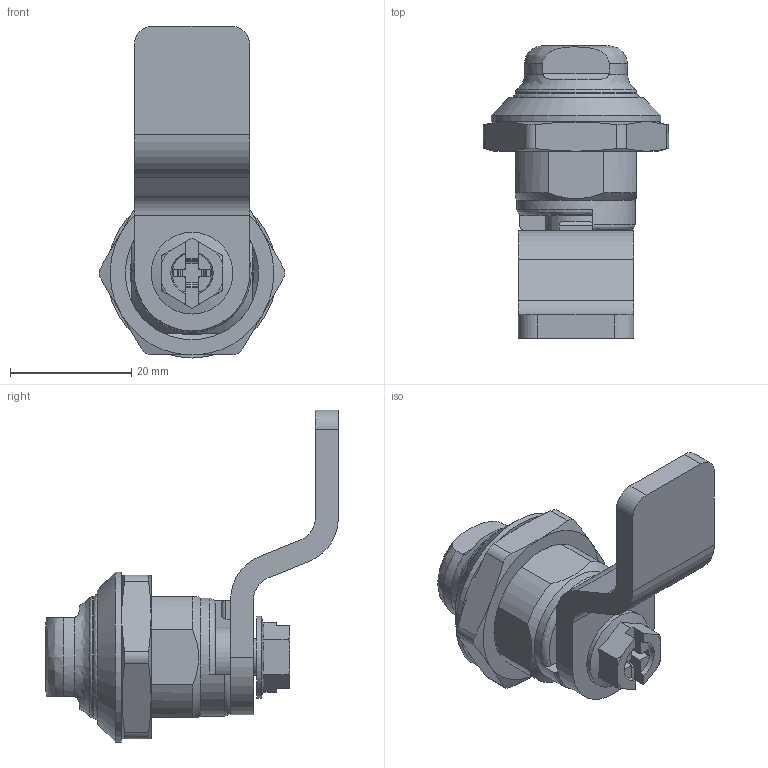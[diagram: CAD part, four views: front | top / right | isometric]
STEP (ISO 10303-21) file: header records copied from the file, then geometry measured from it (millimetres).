
FILE_DESCRIPTION (( 'STEP AP203' ), '1' );
FILE_NAME ('EQTFG.step', '2020-11-12T18:22:48', ( 'ADC123' ), ( 'Microsoft' ), 'SwSTEP 2.0', 'SolidWorks 2019', '' );
FILE_SCHEMA (( 'CONFIG_CONTROL_DESIGN' ));
Length unit declared in the file: inch
Products named in the file (1): EQTFG
Bounding box: 30.55 x 48.28 x 54.77 mm (x, y, z)
Volume: 15295.8 mm3; surface area: 11389 mm2
Topology: 7 solids, 7 shells, 205 faces, 527 edges, 344 vertices
Faces by surface type: plane 107, cylinder 50, cone 26, bspline 22
Full cylindrical faces by diameter (mm): 4.917 x1, 6 x1, 9.1 x1, 9.9 x1, 10 x1, 12.2 x1, 13.3 x1, 13.5 x1, 14.5 x1, 16.1 x1, 16.5 x1, 19.5 x1, 20 x1, 20.376 x1, 21 x1, 22 x1, 28 x1
Entity records: 7364 total; most frequent: CARTESIAN_POINT 2770, ORIENTED_EDGE 946, DIRECTION 852, EDGE_CURVE 473, VERTEX_POINT 326, AXIS2_PLACEMENT_3D 306, EDGE_LOOP 255, LINE 240
